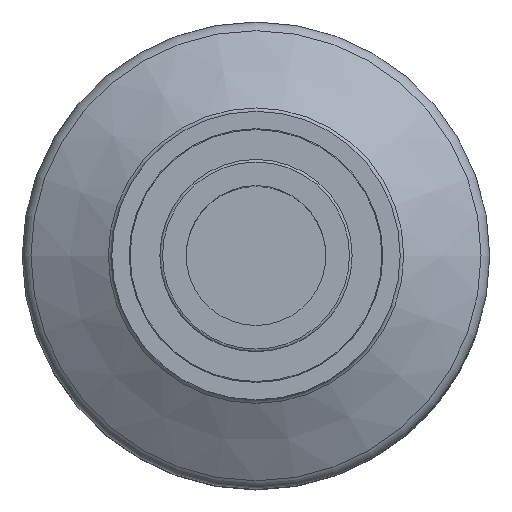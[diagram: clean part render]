
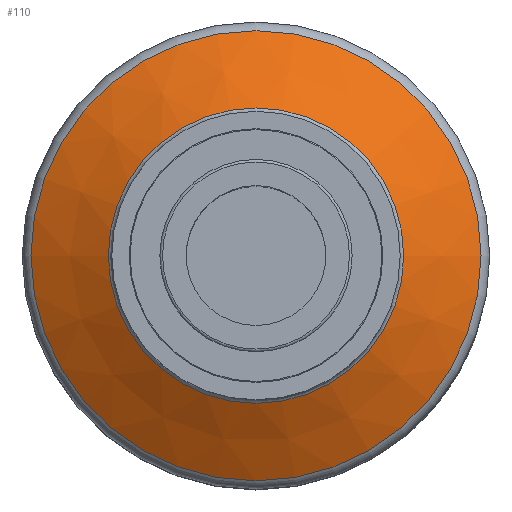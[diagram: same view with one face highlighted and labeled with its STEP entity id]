
A CAD part, top view. The second image highlights one B-rep face of the part: STEP entity #110.
In plain terms, the highlighted conical face has half-angle 60 degrees and reference radius 21.325 mm.
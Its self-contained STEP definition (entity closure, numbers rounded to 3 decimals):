
#81=CONICAL_SURFACE('',#362,21.325,60.);
#110=ADVANCED_FACE('',(#152,#153),#81,.T.);
#152=FACE_BOUND('',#195,.T.);
#153=FACE_BOUND('',#196,.T.);
#195=EDGE_LOOP('',(#243));
#196=EDGE_LOOP('',(#244));
#243=ORIENTED_EDGE('',*,*,#306,.F.);
#244=ORIENTED_EDGE('',*,*,#300,.F.);
#276=VERTEX_POINT('',#603);
#282=VERTEX_POINT('',#620);
#300=EDGE_CURVE('',#276,#276,#322,.T.);
#306=EDGE_CURVE('',#282,#282,#328,.T.);
#322=CIRCLE('',#349,25.75);
#328=CIRCLE('',#360,16.9);
#349=AXIS2_PLACEMENT_3D('',#602,#407,#408);
#360=AXIS2_PLACEMENT_3D('',#619,#429,#430);
#362=AXIS2_PLACEMENT_3D('',#622,#433,#434);
#407=DIRECTION('',(0.,0.,-1.));
#408=DIRECTION('',(1.,0.,0.));
#429=DIRECTION('',(0.,0.,1.));
#430=DIRECTION('',(1.,0.,0.));
#433=DIRECTION('',(0.,0.,-1.));
#434=DIRECTION('',(-1.,0.,0.));
#602=CARTESIAN_POINT('',(0.,0.,29.198));
#603=CARTESIAN_POINT('',(25.75,0.,29.198));
#619=CARTESIAN_POINT('',(0.,0.,34.307));
#620=CARTESIAN_POINT('',(16.9,0.,34.307));
#622=CARTESIAN_POINT('',(0.,0.,31.752));
